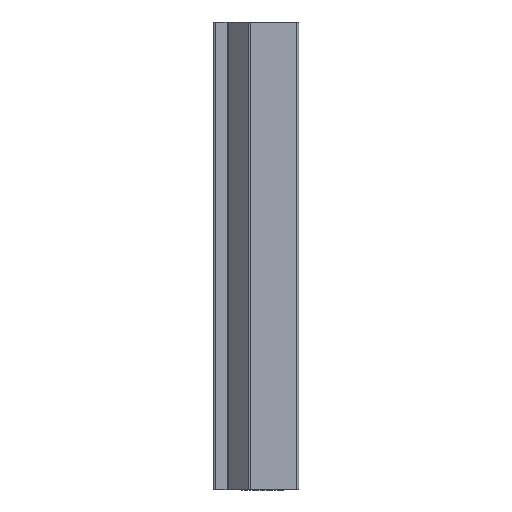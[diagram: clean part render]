
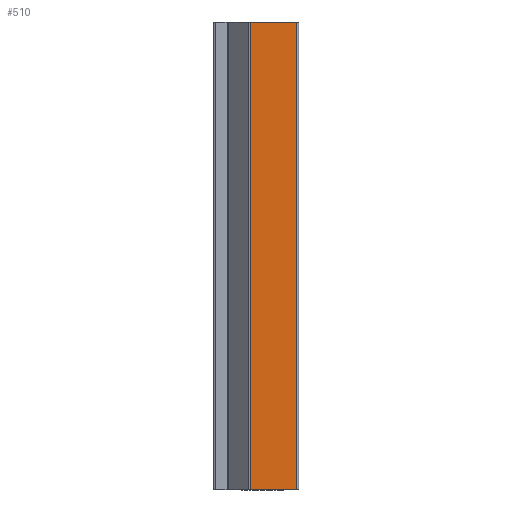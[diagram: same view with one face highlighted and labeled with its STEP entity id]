
A CAD part, left-side view. The second image highlights one B-rep face of the part: STEP entity #510.
In plain terms, the highlighted planar face has unit normal (-1, 0, 0).
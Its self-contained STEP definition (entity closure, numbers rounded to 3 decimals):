
#10 = CARTESIAN_POINT ( 'NONE',  ( -22.25, 11.384, -109.5 ) ) ;
#168 = EDGE_CURVE ( 'NONE', #1360, #345, #2960, .T. ) ;
#345 = VERTEX_POINT ( 'NONE', #2244 ) ;
#356 = CARTESIAN_POINT ( 'NONE',  ( -22.25, 11.384, 0. ) ) ;
#409 = ORIENTED_EDGE ( 'NONE', *, *, #168, .T. ) ;
#441 = VERTEX_POINT ( 'NONE', #356 ) ;
#449 = CARTESIAN_POINT ( 'NONE',  ( -22.25, 0.5, -109.5 ) ) ;
#510 = ADVANCED_FACE ( 'NONE', ( #1205 ), #4777, .T. ) ;
#1054 = LINE ( 'NONE', #4850, #3639 ) ;
#1205 = FACE_OUTER_BOUND ( 'NONE', #1472, .T. ) ;
#1360 = VERTEX_POINT ( 'NONE', #449 ) ;
#1472 = EDGE_LOOP ( 'NONE', ( #2122, #409, #1523, #3317 ) ) ;
#1523 = ORIENTED_EDGE ( 'NONE', *, *, #2382, .F. ) ;
#1704 = CARTESIAN_POINT ( 'NONE',  ( -22.25, 0.5, -109.5 ) ) ;
#1924 = AXIS2_PLACEMENT_3D ( 'NONE', #4754, #3544, #2392 ) ;
#1966 = VECTOR ( 'NONE', #4089, 1000. ) ;
#2122 = ORIENTED_EDGE ( 'NONE', *, *, #4660, .T. ) ;
#2244 = CARTESIAN_POINT ( 'NONE',  ( -22.25, 0.5, 0. ) ) ;
#2382 = EDGE_CURVE ( 'NONE', #441, #345, #4304, .T. ) ;
#2392 = DIRECTION ( 'NONE',  ( 0., 0., 1. ) ) ;
#2527 = LINE ( 'NONE', #4883, #1966 ) ;
#2600 = DIRECTION ( 'NONE',  ( 0., 0., -1. ) ) ;
#2840 = VERTEX_POINT ( 'NONE', #10 ) ;
#2960 = LINE ( 'NONE', #1704, #3393 ) ;
#3068 = EDGE_CURVE ( 'NONE', #441, #2840, #1054, .T. ) ;
#3291 = DIRECTION ( 'NONE',  ( 0., 0., 1. ) ) ;
#3317 = ORIENTED_EDGE ( 'NONE', *, *, #3068, .T. ) ;
#3393 = VECTOR ( 'NONE', #3291, 1000. ) ;
#3544 = DIRECTION ( 'NONE',  ( -1., 0., 0. ) ) ;
#3639 = VECTOR ( 'NONE', #2600, 1000. ) ;
#3839 = DIRECTION ( 'NONE',  ( 0., -1., 0. ) ) ;
#4089 = DIRECTION ( 'NONE',  ( 0., -1., 0. ) ) ;
#4304 = LINE ( 'NONE', #5049, #4394 ) ;
#4394 = VECTOR ( 'NONE', #3839, 1000. ) ;
#4660 = EDGE_CURVE ( 'NONE', #2840, #1360, #2527, .T. ) ;
#4754 = CARTESIAN_POINT ( 'NONE',  ( -22.25, 11.384, -109.5 ) ) ;
#4777 = PLANE ( 'NONE',  #1924 ) ;
#4850 = CARTESIAN_POINT ( 'NONE',  ( -22.25, 11.384, -109.5 ) ) ;
#4883 = CARTESIAN_POINT ( 'NONE',  ( -22.25, 11.384, -109.5 ) ) ;
#5049 = CARTESIAN_POINT ( 'NONE',  ( -22.25, 11.384, 0. ) ) ;
